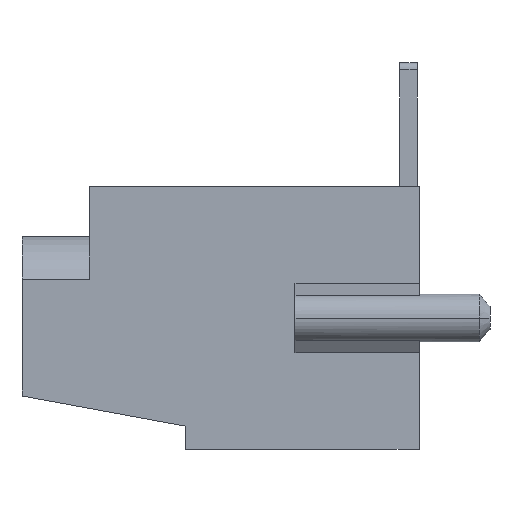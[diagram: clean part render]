
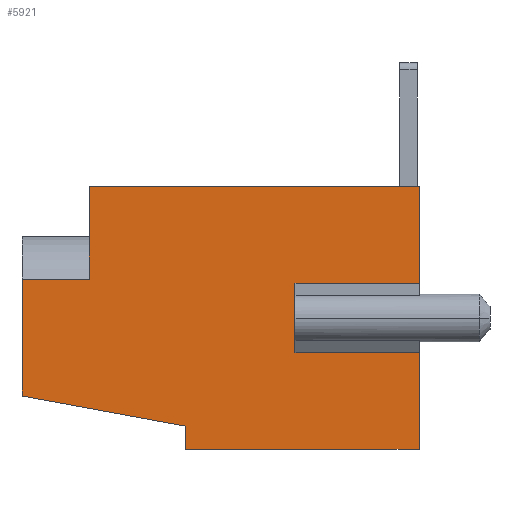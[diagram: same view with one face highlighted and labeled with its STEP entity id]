
A CAD part, left-side view. The second image highlights one B-rep face of the part: STEP entity #5921.
In plain terms, the highlighted planar face has unit normal (-1, 0, 0).
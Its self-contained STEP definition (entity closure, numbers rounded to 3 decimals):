
#69 = LINE ( 'NONE', #5871, #990 ) ;
#99 = CARTESIAN_POINT ( 'NONE',  ( -8.85, -3.7, -4.65 ) ) ;
#132 = VECTOR ( 'NONE', #715, 1000. ) ;
#324 = ORIENTED_EDGE ( 'NONE', *, *, #7567, .F. ) ;
#350 = CARTESIAN_POINT ( 'NONE',  ( -8.85, 0., 6.55 ) ) ;
#510 = CARTESIAN_POINT ( 'NONE',  ( -8.85, 3.05, 1.95 ) ) ;
#627 = EDGE_CURVE ( 'NONE', #10418, #3091, #69, .T. ) ;
#679 = CARTESIAN_POINT ( 'NONE',  ( -8.85, 0.975, 0. ) ) ;
#715 = DIRECTION ( 'NONE',  ( 0., 0., 1. ) ) ;
#990 = VECTOR ( 'NONE', #10817, 1000. ) ;
#1067 = EDGE_CURVE ( 'NONE', #4816, #6258, #10681, .T. ) ;
#1110 = EDGE_CURVE ( 'NONE', #9688, #8882, #11669, .T. ) ;
#1273 = AXIS2_PLACEMENT_3D ( 'NONE', #1447, #4407, #9361 ) ;
#1382 = VECTOR ( 'NONE', #9646, 1000. ) ;
#1447 = CARTESIAN_POINT ( 'NONE',  ( -8.85, 0., 0. ) ) ;
#1466 = ORIENTED_EDGE ( 'NONE', *, *, #627, .T. ) ;
#1554 = ORIENTED_EDGE ( 'NONE', *, *, #1110, .T. ) ;
#1616 = VERTEX_POINT ( 'NONE', #3373 ) ;
#1975 = VECTOR ( 'NONE', #5769, 1000. ) ;
#2159 = VERTEX_POINT ( 'NONE', #6071 ) ;
#2282 = DIRECTION ( 'NONE',  ( 0., -0.182, 0.983 ) ) ;
#2604 = CARTESIAN_POINT ( 'NONE',  ( -8.85, 2.2, 6.55 ) ) ;
#2686 = EDGE_CURVE ( 'NONE', #6970, #2159, #3842, .T. ) ;
#2970 = DIRECTION ( 'NONE',  ( 0., 1., 0. ) ) ;
#3091 = VERTEX_POINT ( 'NONE', #12265 ) ;
#3106 = DIRECTION ( 'NONE',  ( 0., 0., 1. ) ) ;
#3148 = VECTOR ( 'NONE', #3106, 1000. ) ;
#3166 = VERTEX_POINT ( 'NONE', #2604 ) ;
#3373 = CARTESIAN_POINT ( 'NONE',  ( -8.85, -0.975, -4.65 ) ) ;
#3613 = LINE ( 'NONE', #99, #5799 ) ;
#3842 = LINE ( 'NONE', #6861, #1382 ) ;
#4407 = DIRECTION ( 'NONE',  ( 1., 0., 0. ) ) ;
#4502 = ORIENTED_EDGE ( 'NONE', *, *, #1067, .F. ) ;
#4621 = DIRECTION ( 'NONE',  ( 0., 0., -1. ) ) ;
#4774 = CARTESIAN_POINT ( 'NONE',  ( -8.85, 0.975, -1.15 ) ) ;
#4816 = VERTEX_POINT ( 'NONE', #10046 ) ;
#5126 = DIRECTION ( 'NONE',  ( 0., 0., -1. ) ) ;
#5337 = LINE ( 'NONE', #10796, #7345 ) ;
#5373 = ORIENTED_EDGE ( 'NONE', *, *, #5595, .F. ) ;
#5448 = ORIENTED_EDGE ( 'NONE', *, *, #2686, .F. ) ;
#5465 = CARTESIAN_POINT ( 'NONE',  ( -8.85, 0.975, -4.65 ) ) ;
#5595 = EDGE_CURVE ( 'NONE', #9688, #1616, #3613, .T. ) ;
#5664 = EDGE_CURVE ( 'NONE', #10418, #3166, #7640, .T. ) ;
#5766 = VECTOR ( 'NONE', #5126, 1000. ) ;
#5769 = DIRECTION ( 'NONE',  ( 0., 1., 0. ) ) ;
#5799 = VECTOR ( 'NONE', #2970, 1000. ) ;
#5803 = CARTESIAN_POINT ( 'NONE',  ( -8.85, 3.7, 0. ) ) ;
#5853 = CARTESIAN_POINT ( 'NONE',  ( -8.85, -1.1, 0. ) ) ;
#5858 = CARTESIAN_POINT ( 'NONE',  ( -8.85, -3.7, -4.65 ) ) ;
#5871 = CARTESIAN_POINT ( 'NONE',  ( -8.85, 3.7, 1.95 ) ) ;
#5890 = DIRECTION ( 'NONE',  ( 0., -1., 0. ) ) ;
#5899 = LINE ( 'NONE', #679, #8057 ) ;
#5921 = ADVANCED_FACE ( 'NONE', ( #8563 ), #12279, .F. ) ;
#5988 = CARTESIAN_POINT ( 'NONE',  ( -8.85, -1.1, 4.65 ) ) ;
#6071 = CARTESIAN_POINT ( 'NONE',  ( -8.85, 3.7, -4.65 ) ) ;
#6258 = VERTEX_POINT ( 'NONE', #5988 ) ;
#6321 = LINE ( 'NONE', #9719, #1975 ) ;
#6366 = LINE ( 'NONE', #350, #10355 ) ;
#6581 = EDGE_CURVE ( 'NONE', #6258, #8882, #5337, .T. ) ;
#6861 = CARTESIAN_POINT ( 'NONE',  ( -8.85, -3.7, -4.65 ) ) ;
#6970 = VERTEX_POINT ( 'NONE', #5465 ) ;
#7345 = VECTOR ( 'NONE', #5890, 1000. ) ;
#7391 = VECTOR ( 'NONE', #12383, 1000. ) ;
#7567 = EDGE_CURVE ( 'NONE', #3166, #4816, #6366, .T. ) ;
#7640 = LINE ( 'NONE', #9120, #9187 ) ;
#7712 = EDGE_LOOP ( 'NONE', ( #5373, #1554, #11494, #4502, #324, #8379, #1466, #8415, #5448, #8641, #12380, #11844 ) ) ;
#8057 = VECTOR ( 'NONE', #4621, 1000. ) ;
#8158 = EDGE_CURVE ( 'NONE', #8840, #6970, #5899, .T. ) ;
#8358 = DIRECTION ( 'NONE',  ( 0., -1., 0. ) ) ;
#8379 = ORIENTED_EDGE ( 'NONE', *, *, #5664, .F. ) ;
#8415 = ORIENTED_EDGE ( 'NONE', *, *, #11966, .F. ) ;
#8563 = FACE_OUTER_BOUND ( 'NONE', #7712, .T. ) ;
#8641 = ORIENTED_EDGE ( 'NONE', *, *, #8158, .F. ) ;
#8840 = VERTEX_POINT ( 'NONE', #4774 ) ;
#8882 = VERTEX_POINT ( 'NONE', #9635 ) ;
#9120 = CARTESIAN_POINT ( 'NONE',  ( -8.85, 3.05, 1.95 ) ) ;
#9187 = VECTOR ( 'NONE', #2282, 1000. ) ;
#9361 = DIRECTION ( 'NONE',  ( 0., 0., -1. ) ) ;
#9626 = VERTEX_POINT ( 'NONE', #12557 ) ;
#9635 = CARTESIAN_POINT ( 'NONE',  ( -8.85, -3.7, 4.65 ) ) ;
#9646 = DIRECTION ( 'NONE',  ( 0., 1., 0. ) ) ;
#9688 = VERTEX_POINT ( 'NONE', #5858 ) ;
#9709 = EDGE_CURVE ( 'NONE', #9626, #8840, #6321, .T. ) ;
#9719 = CARTESIAN_POINT ( 'NONE',  ( -8.85, 0., -1.15 ) ) ;
#10030 = EDGE_CURVE ( 'NONE', #1616, #9626, #10303, .T. ) ;
#10046 = CARTESIAN_POINT ( 'NONE',  ( -8.85, -1.1, 6.55 ) ) ;
#10303 = LINE ( 'NONE', #12453, #132 ) ;
#10355 = VECTOR ( 'NONE', #8358, 1000. ) ;
#10418 = VERTEX_POINT ( 'NONE', #510 ) ;
#10681 = LINE ( 'NONE', #5853, #5766 ) ;
#10796 = CARTESIAN_POINT ( 'NONE',  ( -8.85, 0., 4.65 ) ) ;
#10817 = DIRECTION ( 'NONE',  ( 0., 1., 0. ) ) ;
#11475 = LINE ( 'NONE', #5803, #3148 ) ;
#11494 = ORIENTED_EDGE ( 'NONE', *, *, #6581, .F. ) ;
#11669 = LINE ( 'NONE', #12417, #7391 ) ;
#11844 = ORIENTED_EDGE ( 'NONE', *, *, #10030, .F. ) ;
#11966 = EDGE_CURVE ( 'NONE', #2159, #3091, #11475, .T. ) ;
#12265 = CARTESIAN_POINT ( 'NONE',  ( -8.85, 3.7, 1.95 ) ) ;
#12279 = PLANE ( 'NONE',  #1273 ) ;
#12380 = ORIENTED_EDGE ( 'NONE', *, *, #9709, .F. ) ;
#12383 = DIRECTION ( 'NONE',  ( 0., 0., 1. ) ) ;
#12417 = CARTESIAN_POINT ( 'NONE',  ( -8.85, -3.7, 4.65 ) ) ;
#12453 = CARTESIAN_POINT ( 'NONE',  ( -8.85, -0.975, 0. ) ) ;
#12557 = CARTESIAN_POINT ( 'NONE',  ( -8.85, -0.975, -1.15 ) ) ;
